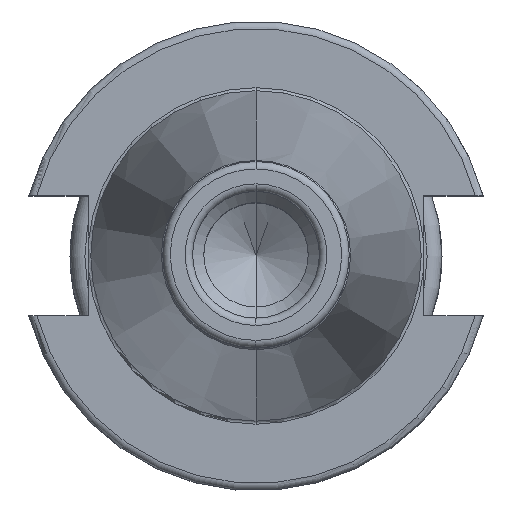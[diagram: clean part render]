
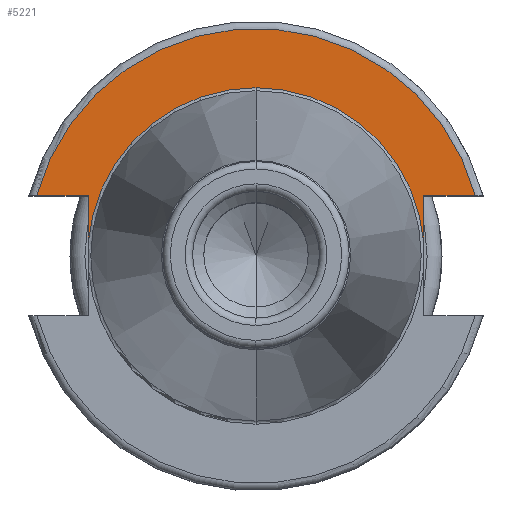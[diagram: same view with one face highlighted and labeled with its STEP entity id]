
A CAD part, top view. The second image highlights one B-rep face of the part: STEP entity #5221.
In plain terms, the highlighted planar face has unit normal (0, 0, 1).
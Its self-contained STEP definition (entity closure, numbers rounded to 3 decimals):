
#498=CARTESIAN_POINT('',(0,0,10));
#499=DIRECTION('',(0,0,1));
#500=DIRECTION('',(0,1,0));
#501=AXIS2_PLACEMENT_3D('',#498,#499,#500);
#582=DIRECTION('',(0,1,0));
#583=VECTOR('',#582,6.317);
#584=CARTESIAN_POINT('',(-22.5,1.733,10));
#585=LINE('',#584,#583);
#586=DIRECTION('',(1,0,0));
#587=VECTOR('',#586,6.918);
#588=CARTESIAN_POINT('',(-29.418,8.05,10));
#589=LINE('',#588,#587);
#590=DIRECTION('',(-1,0,0));
#591=VECTOR('',#590,6.918);
#592=CARTESIAN_POINT('',(29.418,8.05,10));
#593=LINE('',#592,#591);
#594=DIRECTION('',(0,-1,0));
#595=VECTOR('',#594,6.317);
#596=CARTESIAN_POINT('',(22.5,8.05,10));
#597=LINE('',#596,#595);
#612=CARTESIAN_POINT('',(0,0,10));
#613=DIRECTION('',(0,0,-1));
#614=DIRECTION('',(0,1,0));
#615=AXIS2_PLACEMENT_3D('',#612,#613,#614);
#743=CARTESIAN_POINT('',(0,0,10));
#744=DIRECTION('',(0,0,1));
#745=DIRECTION('',(0.965,0.264,0));
#746=AXIS2_PLACEMENT_3D('',#743,#744,#745);
#3758=CARTESIAN_POINT('',(0,22.567,10));
#3760=VERTEX_POINT('',#3758);
#3890=CARTESIAN_POINT('',(-22.5,1.733,10));
#3891=CARTESIAN_POINT('',(-22.5,8.05,10));
#3892=VERTEX_POINT('',#3890);
#3893=VERTEX_POINT('',#3891);
#3894=CARTESIAN_POINT('',(-29.418,8.05,10));
#3895=VERTEX_POINT('',#3894);
#3896=CARTESIAN_POINT('',(22.5,8.05,10));
#3897=CARTESIAN_POINT('',(22.5,1.733,10));
#3898=VERTEX_POINT('',#3896);
#3899=VERTEX_POINT('',#3897);
#3906=CARTESIAN_POINT('',(29.418,8.05,10));
#3907=VERTEX_POINT('',#3906);
#5202=CARTESIAN_POINT('',(0,0,10));
#5203=DIRECTION('',(0,0,-1));
#5204=DIRECTION('',(0,-1,0));
#5205=AXIS2_PLACEMENT_3D('',#5202,#5203,#5204);
#5206=PLANE('',#5205);
#5207=ORIENTED_EDGE('',*,*,#5114,.T.);
#5209=ORIENTED_EDGE('',*,*,#5208,.F.);
#5211=ORIENTED_EDGE('',*,*,#5210,.F.);
#5213=ORIENTED_EDGE('',*,*,#5212,.T.);
#5215=ORIENTED_EDGE('',*,*,#5214,.T.);
#5217=ORIENTED_EDGE('',*,*,#5216,.F.);
#5218=ORIENTED_EDGE('',*,*,#5093,.T.);
#5219=EDGE_LOOP('',(#5207,#5209,#5211,#5213,#5215,#5217,#5218));
#5220=FACE_OUTER_BOUND('',#5219,.F.);
#5221=ADVANCED_FACE('',(#5220),#5206,.F.);
#502=CIRCLE('',#501,22.567);
#616=CIRCLE('',#615,22.567);
#747=CIRCLE('',#746,30.5);
#5093=EDGE_CURVE('',#3760,#3892,#502,.T.);
#5114=EDGE_CURVE('',#3892,#3893,#585,.T.);
#5208=EDGE_CURVE('',#3895,#3893,#589,.T.);
#5210=EDGE_CURVE('',#3907,#3895,#747,.T.);
#5212=EDGE_CURVE('',#3907,#3898,#593,.T.);
#5214=EDGE_CURVE('',#3898,#3899,#597,.T.);
#5216=EDGE_CURVE('',#3760,#3899,#616,.T.);
